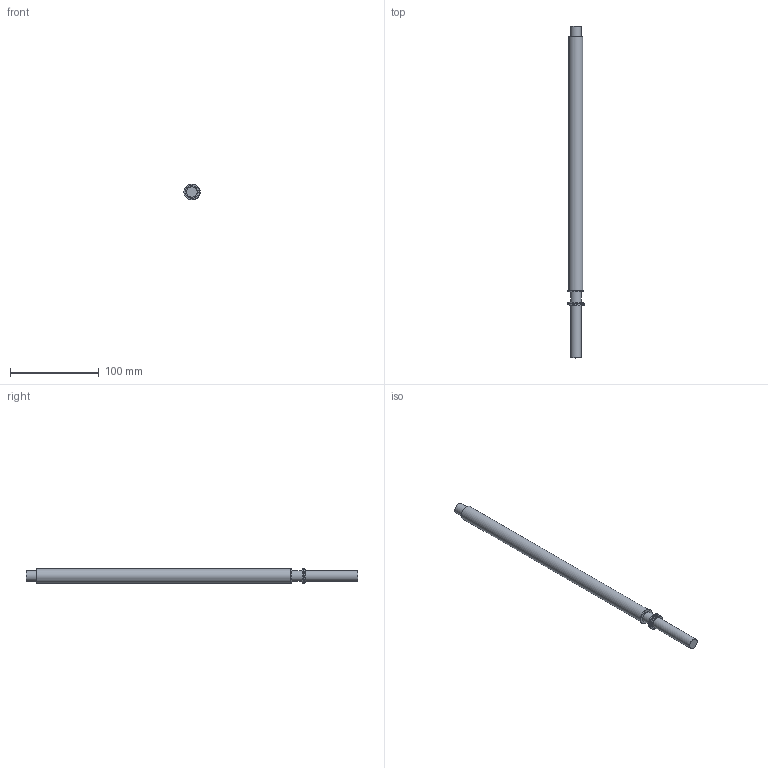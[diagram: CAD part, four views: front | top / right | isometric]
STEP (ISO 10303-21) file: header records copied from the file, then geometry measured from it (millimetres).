
FILE_DESCRIPTION(/* description */ ('Unknown'),/* implementation_level */ '2;1');
FILE_NAME(/* name */ 'Gewindespindel-M16x2',/* time_stamp */ '2020-03-19T06:15:59+01:00',/* author */ ('Unknown'),/* organization */ ('Unknown'),/* preprocessor_version */ 'ST-DEVELOPER v16.7',/* originating_system */ 'Solid Edge',/* authorisation */ 'Unknown');
FILE_SCHEMA (('AUTOMOTIVE_DESIGN {1 0 10303 214 3 1 1}'));
Length unit declared in the file: millimetre
Products named in the file (1): Spindel-M16-Grundbaugruppe-dy
Bounding box: 18.35 x 375 x 17.99 mm (x, y, z)
Volume: 68197.5 mm3; surface area: 18888.8 mm2
Topology: 1 solids, 1 shells, 51 faces, 122 edges, 78 vertices
Faces by surface type: plane 32, cylinder 19
Full cylindrical faces by diameter (mm): 11.5 x1, 12 x3, 16 x1, 18 x3
Entity records: 1777 total; most frequent: DIRECTION 266, CARTESIAN_POINT 232, ORIENTED_EDGE 216, EDGE_CURVE 108, AXIS2_PLACEMENT_3D 106, VERTEX_POINT 72, EDGE_LOOP 64, FACE_BOUND 64
